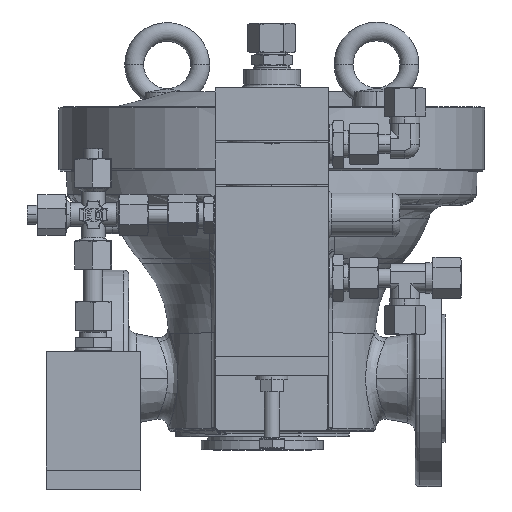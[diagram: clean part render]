
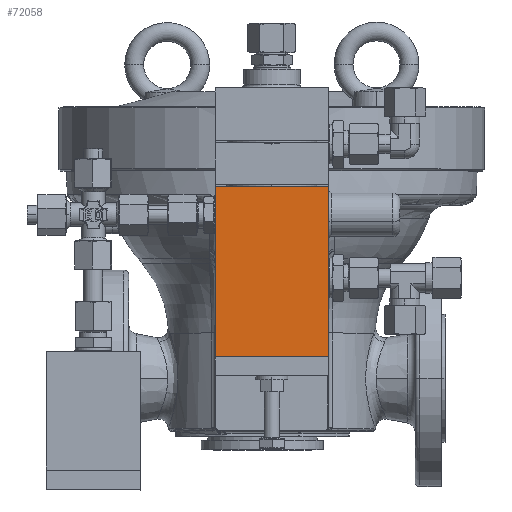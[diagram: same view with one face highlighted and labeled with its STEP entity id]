
A CAD part, top view. The second image highlights one B-rep face of the part: STEP entity #72058.
In plain terms, the highlighted planar face has unit normal (0, 0, 1).
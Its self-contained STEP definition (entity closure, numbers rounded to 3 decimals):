
#3403 = VERTEX_POINT ( 'NONE', #86104 ) ;
#6563 = DIRECTION ( 'NONE',  ( 0., 1., 0. ) ) ;
#9144 = FACE_OUTER_BOUND ( 'NONE', #81771, .T. ) ;
#15316 = EDGE_CURVE ( 'Defeature ausgef�hrt1_24+Defeature ausgef�hrt1_22+Defeature ausgef�hrt1_20+Defeature ausgef�hrt1_25', #42451, #47162, #47101, .T. ) ;
#17421 = CARTESIAN_POINT ( 'NONE',  ( -30., -11.657, 226.6 ) ) ;
#26582 = DIRECTION ( 'NONE',  ( -1., 0., 0. ) ) ;
#29353 = ORIENTED_EDGE ( 'NONE', *, *, #78122, .F. ) ;
#31770 = ORIENTED_EDGE ( 'NONE', *, *, #15316, .T. ) ;
#36126 = VECTOR ( 'NONE', #26582, 1000. ) ;
#36609 = LINE ( 'NONE', #47977, #83466 ) ;
#42349 = LINE ( 'NONE', #81775, #70683 ) ;
#42451 = VERTEX_POINT ( 'NONE', #62580 ) ;
#43236 = VERTEX_POINT ( 'NONE', #67234 ) ;
#45086 = PLANE ( 'NONE',  #76621 ) ;
#47101 = LINE ( 'NONE', #56262, #75425 ) ;
#47162 = VERTEX_POINT ( 'NONE', #58776 ) ;
#47977 = CARTESIAN_POINT ( 'NONE',  ( -30., 78.843, 226.6 ) ) ;
#52410 = DIRECTION ( 'NONE',  ( 1., 0., 0. ) ) ;
#54253 = EDGE_CURVE ( 'Defeature ausgef�hrt1_25+Defeature ausgef�hrt1_24+Defeature ausgef�hrt1_23+Defeature ausgef�hrt1_22', #3403, #47162, #36609, .T. ) ;
#54339 = CARTESIAN_POINT ( 'NONE',  ( -30., -11.657, 226.6 ) ) ;
#56262 = CARTESIAN_POINT ( 'NONE',  ( 30., -11.657, 226.6 ) ) ;
#56924 = ORIENTED_EDGE ( 'NONE', *, *, #54253, .F. ) ;
#58776 = CARTESIAN_POINT ( 'NONE',  ( 30., 78.843, 226.6 ) ) ;
#59826 = DIRECTION ( 'NONE',  ( 1., 0., 0. ) ) ;
#62580 = CARTESIAN_POINT ( 'NONE',  ( 30., -11.657, 226.6 ) ) ;
#64805 = ORIENTED_EDGE ( 'NONE', *, *, #72640, .F. ) ;
#67234 = CARTESIAN_POINT ( 'NONE',  ( -30., -11.657, 226.6 ) ) ;
#70291 = DIRECTION ( 'NONE',  ( 0., 1., 0. ) ) ;
#70683 = VECTOR ( 'NONE', #6563, 1000. ) ;
#72058 = ADVANCED_FACE ( 'Defeature ausgef�hrt1_24', ( #9144 ), #45086, .F. ) ;
#72220 = DIRECTION ( 'NONE',  ( 0., 0., -1. ) ) ;
#72640 = EDGE_CURVE ( 'Defeature ausgef�hrt1_20+Defeature ausgef�hrt1_24+Defeature ausgef�hrt1_22+Defeature ausgef�hrt1_23', #42451, #43236, #73223, .T. ) ;
#73223 = LINE ( 'NONE', #54339, #36126 ) ;
#75425 = VECTOR ( 'NONE', #70291, 1000. ) ;
#76621 = AXIS2_PLACEMENT_3D ( 'NONE', #17421, #72220, #52410 ) ;
#78122 = EDGE_CURVE ( 'Defeature ausgef�hrt1_23+Defeature ausgef�hrt1_24+Defeature ausgef�hrt1_20+Defeature ausgef�hrt1_25', #43236, #3403, #42349, .T. ) ;
#81771 = EDGE_LOOP ( 'NONE', ( #56924, #29353, #64805, #31770 ) ) ;
#81775 = CARTESIAN_POINT ( 'NONE',  ( -30., -11.657, 226.6 ) ) ;
#83466 = VECTOR ( 'NONE', #59826, 1000. ) ;
#86104 = CARTESIAN_POINT ( 'NONE',  ( -30., 78.843, 226.6 ) ) ;
